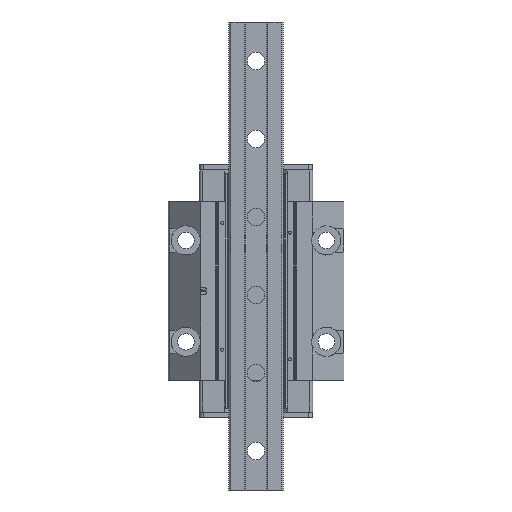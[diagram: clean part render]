
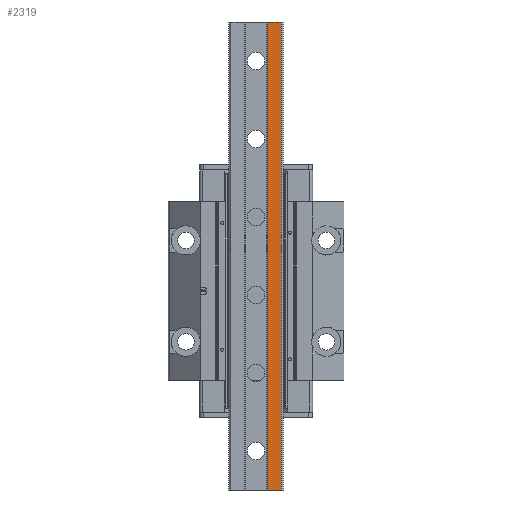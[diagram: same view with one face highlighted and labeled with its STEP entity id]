
A CAD part, front view. The second image highlights one B-rep face of the part: STEP entity #2319.
In plain terms, the highlighted planar face has unit normal (0, -1, 0).
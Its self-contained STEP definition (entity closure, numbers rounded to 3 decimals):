
#2319 = ADVANCED_FACE ( 'NONE', ( #41412 ), #53813, .F. ) ;
#6878 = CARTESIAN_POINT ( 'NONE',  ( 5.9, -0.4, 250. ) ) ;
#9703 = VERTEX_POINT ( 'NONE', #42251 ) ;
#13392 = VECTOR ( 'NONE', #30384, 1000. ) ;
#14222 = ORIENTED_EDGE ( 'NONE', *, *, #38866, .T. ) ;
#18495 = DIRECTION ( 'NONE',  ( 1., 0., 0. ) ) ;
#22070 = VERTEX_POINT ( 'NONE', #46024 ) ;
#23485 = CARTESIAN_POINT ( 'NONE',  ( 13., -0.4, 300. ) ) ;
#23658 = DIRECTION ( 'NONE',  ( 1., 0., 0. ) ) ;
#25278 = VERTEX_POINT ( 'NONE', #23485 ) ;
#25725 = DIRECTION ( 'NONE',  ( 0., 1., 0. ) ) ;
#27611 = LINE ( 'NONE', #56001, #53986 ) ;
#29065 = LINE ( 'NONE', #51713, #53971 ) ;
#30179 = CARTESIAN_POINT ( 'NONE',  ( 13., -0.4, 250. ) ) ;
#30384 = DIRECTION ( 'NONE',  ( 0., 0., -1. ) ) ;
#31120 = EDGE_CURVE ( 'NONE', #25278, #9703, #55235, .T. ) ;
#33266 = DIRECTION ( 'NONE',  ( 0., 0., -1. ) ) ;
#34172 = VECTOR ( 'NONE', #33266, 1000. ) ;
#38866 = EDGE_CURVE ( 'NONE', #52046, #9703, #27611, .T. ) ;
#39441 = EDGE_LOOP ( 'NONE', ( #14222, #56047, #50160, #55696 ) ) ;
#41412 = FACE_OUTER_BOUND ( 'NONE', #39441, .T. ) ;
#42251 = CARTESIAN_POINT ( 'NONE',  ( 13., -0.4, 60. ) ) ;
#45351 = EDGE_CURVE ( 'NONE', #22070, #52046, #46664, .T. ) ;
#46024 = CARTESIAN_POINT ( 'NONE',  ( 5.9, -0.4, 300. ) ) ;
#46664 = LINE ( 'NONE', #47188, #34172 ) ;
#47188 = CARTESIAN_POINT ( 'NONE',  ( 5.9, -0.4, 250. ) ) ;
#49496 = CARTESIAN_POINT ( 'NONE',  ( 5.9, -0.4, 60. ) ) ;
#50160 = ORIENTED_EDGE ( 'NONE', *, *, #55172, .F. ) ;
#51713 = CARTESIAN_POINT ( 'NONE',  ( 5.9, -0.4, 300. ) ) ;
#52046 = VERTEX_POINT ( 'NONE', #49496 ) ;
#53813 = PLANE ( 'NONE',  #59661 ) ;
#53971 = VECTOR ( 'NONE', #23658, 1000. ) ;
#53986 = VECTOR ( 'NONE', #18495, 1000. ) ;
#55172 = EDGE_CURVE ( 'NONE', #22070, #25278, #29065, .T. ) ;
#55235 = LINE ( 'NONE', #30179, #13392 ) ;
#55696 = ORIENTED_EDGE ( 'NONE', *, *, #45351, .T. ) ;
#56001 = CARTESIAN_POINT ( 'NONE',  ( 5.9, -0.4, 60. ) ) ;
#56047 = ORIENTED_EDGE ( 'NONE', *, *, #31120, .F. ) ;
#58533 = DIRECTION ( 'NONE',  ( 0., 0., 1. ) ) ;
#59661 = AXIS2_PLACEMENT_3D ( 'NONE', #6878, #25725, #58533 ) ;
